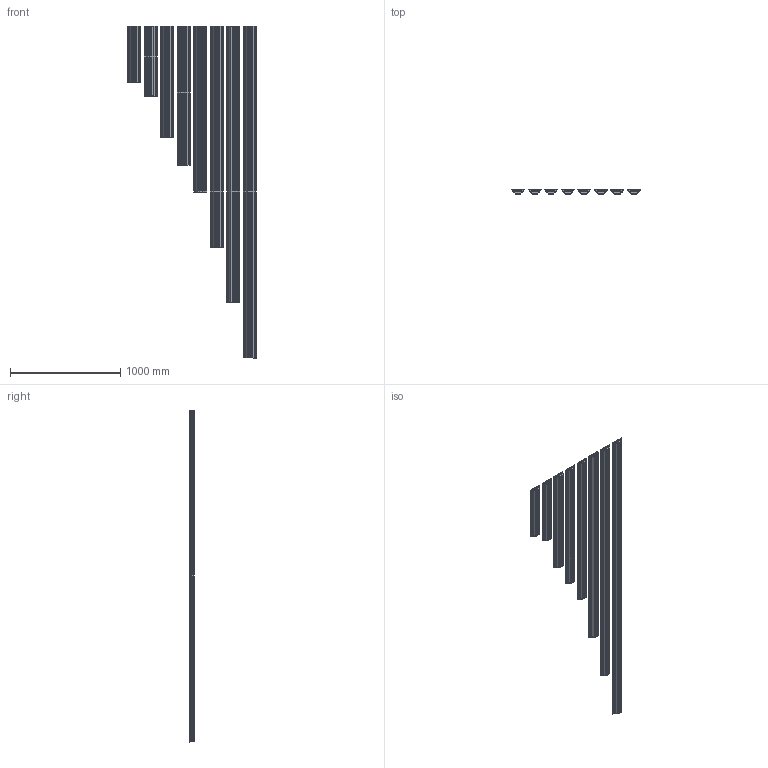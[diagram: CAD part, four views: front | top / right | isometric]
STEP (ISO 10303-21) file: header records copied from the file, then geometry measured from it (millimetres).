
FILE_DESCRIPTION (( 'STEP AP214' ), '1' );
FILE_NAME ('10040in v2-0 FULL MOD.STEP', '2020-07-06T11:40:03', ( '' ), ( '' ), 'SwSTEP 2.0', 'SolidWorks 2018', '' );
FILE_SCHEMA (( 'AUTOMOTIVE_DESIGN' ));
Length unit declared in the file: millimetre
Products named in the file (28): 10040in v2-0_1250; 10040in v2-0 ASSEMBLY_2000; 10040in v2-0_1500; 10040in v2-0 ASSEMBLY_1250; hexa csunk flathd screw_iso_ISO 14581 M2x4x4-N; 10040in v2-0 ASSEMBLY_1500; 10040in v2-0  FULL MOD; COVER-10040in v2-0_public_1500; 10040in v2-0_500; COVER-10040in v2-0_public_1250; 10040in v2-0_625; 10040in v2-0 ASSEMBLY_1000; COVER-10040in v2-0_public_1000; 10040in v2-0 ASSEMBLY_500; 10040in v2-0_諘蜱齁罻; 10040in v2-0 ASSEMBLY_625; 10040in v2-0_3000; COVER-10040in v2-0_public_500; COVER-10040in v2-0_public_2500; 10040in v2-0 ASSEMBLY_2500; 10040in v2-0_2500; 10040in v2-0_2000; 10040in v2-0 ASSEMBLY_3000; Çåðêàëüíî îòðàçèòü10040in v2-0_çàãëóøêà; 10040in v2-0_1000; COVER-10040in v2-0_public_2000; COVER-10040in v2-0_public_3000; COVER-10040in v2-0_public_625
Assembly tree (104 placements, depth 3):
  10040in v2-0  FULL MOD
    10040in v2-0 ASSEMBLY_500
      COVER-10040in v2-0_public_500
      10040in v2-0_500
      10040in v2-0_諘蜱齁罻
      hexa csunk flathd screw_iso_ISO 14581 M2x4x4-N  x8
      Çåðêàëüíî îòðàçèòü10040in v2-0_çàãëóøêà
    10040in v2-0 ASSEMBLY_625
      COVER-10040in v2-0_public_625
      10040in v2-0_625
      10040in v2-0_諘蜱齁罻
      hexa csunk flathd screw_iso_ISO 14581 M2x4x4-N  x8
      Çåðêàëüíî îòðàçèòü10040in v2-0_çàãëóøêà
    10040in v2-0 ASSEMBLY_1000
      COVER-10040in v2-0_public_1000
      10040in v2-0_1000
      10040in v2-0_諘蜱齁罻
      hexa csunk flathd screw_iso_ISO 14581 M2x4x4-N  x8
      Çåðêàëüíî îòðàçèòü10040in v2-0_çàãëóøêà
    10040in v2-0 ASSEMBLY_1250
      COVER-10040in v2-0_public_1250
      10040in v2-0_1250
      10040in v2-0_諘蜱齁罻
      hexa csunk flathd screw_iso_ISO 14581 M2x4x4-N  x8
      Çåðêàëüíî îòðàçèòü10040in v2-0_çàãëóøêà
    10040in v2-0 ASSEMBLY_1500
      COVER-10040in v2-0_public_1500
      10040in v2-0_1500
      10040in v2-0_諘蜱齁罻
      hexa csunk flathd screw_iso_ISO 14581 M2x4x4-N  x8
      Çåðêàëüíî îòðàçèòü10040in v2-0_çàãëóøêà
    10040in v2-0 ASSEMBLY_2000
      COVER-10040in v2-0_public_2000
      10040in v2-0_2000
      10040in v2-0_諘蜱齁罻
      hexa csunk flathd screw_iso_ISO 14581 M2x4x4-N  x8
      Çåðêàëüíî îòðàçèòü10040in v2-0_çàãëóøêà
    10040in v2-0 ASSEMBLY_2500
      COVER-10040in v2-0_public_2500
      10040in v2-0_2500
      10040in v2-0_諘蜱齁罻
      hexa csunk flathd screw_iso_ISO 14581 M2x4x4-N  x8
      Çåðêàëüíî îòðàçèòü10040in v2-0_çàãëóøêà
    10040in v2-0 ASSEMBLY_3000
      COVER-10040in v2-0_public_3000
      10040in v2-0_3000
      10040in v2-0_諘蜱齁罻
      hexa csunk flathd screw_iso_ISO 14581 M2x4x4-N  x8
      Çåðêàëüíî îòðàçèòü10040in v2-0_çàãëóøêà
Bounding box: 1166 x 40 x 3011 mm (x, y, z)
Volume: 6879630.4 mm3; surface area: 8399590 mm2
Topology: 96 solids, 96 shells, 12450 faces, 34838 edges, 23140 vertices
Faces by surface type: bspline 6496, plane 3600, cylinder 2098, cone 256
Full cylindrical faces by diameter (mm): 2 x64, 2.2 x64, 3.8 x64
Entity records: 102590 total; most frequent: CARTESIAN_POINT 27814, ORIENTED_EDGE 16906, DIRECTION 12998, EDGE_CURVE 8453, VERTEX_POINT 5645, LINE 5116, VECTOR 5116, AXIS2_PLACEMENT_3D 3941
